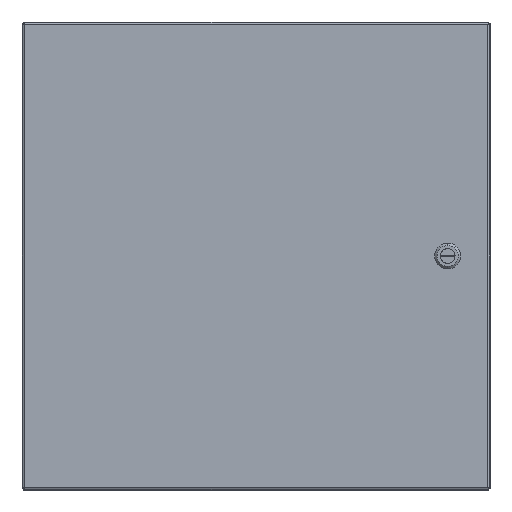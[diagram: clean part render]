
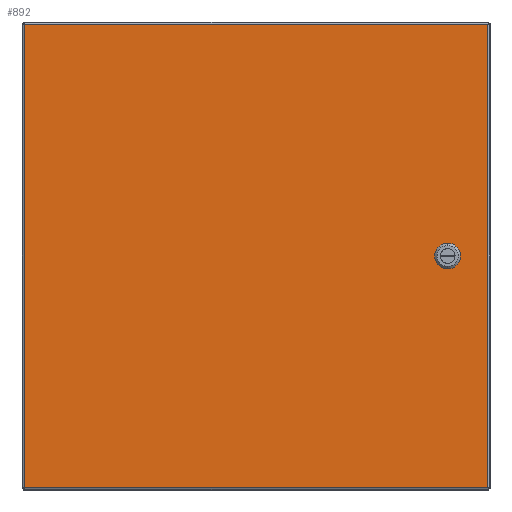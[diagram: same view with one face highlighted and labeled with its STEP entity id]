
A CAD part, front view. The second image highlights one B-rep face of the part: STEP entity #892.
In plain terms, the highlighted planar face has unit normal (0, -1, 0).
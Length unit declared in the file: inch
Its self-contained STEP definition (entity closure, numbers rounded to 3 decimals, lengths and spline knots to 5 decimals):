
#160 = DIRECTION ( 'NONE',  ( -0.707, 0., -0.707 ) ) ;
#404 = LINE ( 'NONE', #4976, #20921 ) ;
#509 = DIRECTION ( 'NONE',  ( 0., -1., 0. ) ) ;
#591 = EDGE_CURVE ( 'NONE', #19269, #9464, #16526, .T. ) ;
#785 = VECTOR ( 'NONE', #13911, 39.37008 ) ;
#829 = VECTOR ( 'NONE', #21433, 39.37008 ) ;
#831 = FACE_BOUND ( 'NONE', #14511, .T. ) ;
#892 = ADVANCED_FACE ( 'NONE', ( #19061, #831 ), #3844, .T. ) ;
#982 = LINE ( 'NONE', #16102, #16877 ) ;
#1008 = VERTEX_POINT ( 'NONE', #19611 ) ;
#1350 = ORIENTED_EDGE ( 'NONE', *, *, #13920, .T. ) ;
#1498 = EDGE_CURVE ( 'NONE', #5256, #20341, #12136, .T. ) ;
#1566 = ORIENTED_EDGE ( 'NONE', *, *, #17862, .T. ) ;
#1717 = CARTESIAN_POINT ( 'NONE',  ( 7.7955, -10.822, 0.231 ) ) ;
#2284 = LINE ( 'NONE', #11163, #12658 ) ;
#2431 = VECTOR ( 'NONE', #2720, 39.37008 ) ;
#2449 = CARTESIAN_POINT ( 'NONE',  ( -9.896, -10.822, 9.8985 ) ) ;
#2682 = CARTESIAN_POINT ( 'NONE',  ( -9.896, -10.822, -9.8985 ) ) ;
#2720 = DIRECTION ( 'NONE',  ( 0., 0., 1. ) ) ;
#2813 = ORIENTED_EDGE ( 'NONE', *, *, #1498, .T. ) ;
#3354 = VERTEX_POINT ( 'NONE', #4573 ) ;
#3682 = CARTESIAN_POINT ( 'NONE',  ( 7.96, -10.822, 0.3955 ) ) ;
#3844 = PLANE ( 'NONE',  #11863 ) ;
#3880 = EDGE_CURVE ( 'NONE', #20341, #13980, #2284, .T. ) ;
#4374 = EDGE_CURVE ( 'NONE', #17974, #12886, #21700, .T. ) ;
#4573 = CARTESIAN_POINT ( 'NONE',  ( 8.422, -10.822, -0.3955 ) ) ;
#4640 = CARTESIAN_POINT ( 'NONE',  ( 7.7955, -10.822, -0.231 ) ) ;
#4976 = CARTESIAN_POINT ( 'NONE',  ( 9.901, -10.822, -9.8985 ) ) ;
#4979 = VECTOR ( 'NONE', #160, 39.37008 ) ;
#5256 = VERTEX_POINT ( 'NONE', #1717 ) ;
#5380 = CARTESIAN_POINT ( 'NONE',  ( 8.5865, -10.822, -0.231 ) ) ;
#5634 = LINE ( 'NONE', #12418, #7099 ) ;
#5992 = ORIENTED_EDGE ( 'NONE', *, *, #21408, .T. ) ;
#6070 = LINE ( 'NONE', #7964, #2431 ) ;
#6400 = DIRECTION ( 'NONE',  ( 0., 0., -1. ) ) ;
#7099 = VECTOR ( 'NONE', #10965, 39.37008 ) ;
#7198 = DIRECTION ( 'NONE',  ( 0., 0., 1. ) ) ;
#7305 = DIRECTION ( 'NONE',  ( 0., 0., -1. ) ) ;
#7733 = DIRECTION ( 'NONE',  ( 1., 0., 0. ) ) ;
#7917 = VERTEX_POINT ( 'NONE', #16188 ) ;
#7964 = CARTESIAN_POINT ( 'NONE',  ( 7.7955, -10.822, 0.231 ) ) ;
#8072 = LINE ( 'NONE', #18385, #16766 ) ;
#8384 = ORIENTED_EDGE ( 'NONE', *, *, #11542, .T. ) ;
#8730 = CARTESIAN_POINT ( 'NONE',  ( 8.422, -10.822, 0.3955 ) ) ;
#9127 = EDGE_CURVE ( 'NONE', #3354, #19269, #982, .T. ) ;
#9464 = VERTEX_POINT ( 'NONE', #13986 ) ;
#9471 = DIRECTION ( 'NONE',  ( 1., 0., 0. ) ) ;
#9531 = CARTESIAN_POINT ( 'NONE',  ( 7.96, -10.822, -0.3955 ) ) ;
#9847 = CARTESIAN_POINT ( 'NONE',  ( 9.901, -10.822, -9.8985 ) ) ;
#10289 = LINE ( 'NONE', #17050, #4979 ) ;
#10374 = DIRECTION ( 'NONE',  ( -1., 0., 0. ) ) ;
#10965 = DIRECTION ( 'NONE',  ( 0.707, 0., -0.707 ) ) ;
#11088 = CARTESIAN_POINT ( 'NONE',  ( 7.96, -10.822, 0.3955 ) ) ;
#11163 = CARTESIAN_POINT ( 'NONE',  ( 8.422, -10.822, 0.3955 ) ) ;
#11412 = CARTESIAN_POINT ( 'NONE',  ( -9.896, -10.822, 9.8985 ) ) ;
#11542 = EDGE_CURVE ( 'NONE', #20982, #7917, #13939, .T. ) ;
#11863 = AXIS2_PLACEMENT_3D ( 'NONE', #15741, #509, #7305 ) ;
#11942 = LINE ( 'NONE', #11412, #15212 ) ;
#12011 = VECTOR ( 'NONE', #19029, 39.37008 ) ;
#12136 = LINE ( 'NONE', #3682, #785 ) ;
#12209 = ORIENTED_EDGE ( 'NONE', *, *, #591, .T. ) ;
#12271 = CARTESIAN_POINT ( 'NONE',  ( -9.896, -10.822, -9.8985 ) ) ;
#12349 = EDGE_CURVE ( 'NONE', #1008, #19876, #11942, .T. ) ;
#12418 = CARTESIAN_POINT ( 'NONE',  ( 8.422, -10.822, 0.3955 ) ) ;
#12658 = VECTOR ( 'NONE', #7733, 39.37008 ) ;
#12886 = VERTEX_POINT ( 'NONE', #9847 ) ;
#13211 = ORIENTED_EDGE ( 'NONE', *, *, #3880, .T. ) ;
#13333 = ORIENTED_EDGE ( 'NONE', *, *, #20665, .T. ) ;
#13911 = DIRECTION ( 'NONE',  ( 0.707, 0., 0.707 ) ) ;
#13920 = EDGE_CURVE ( 'NONE', #13980, #20982, #5634, .T. ) ;
#13939 = LINE ( 'NONE', #5380, #12011 ) ;
#13980 = VERTEX_POINT ( 'NONE', #8730 ) ;
#13986 = CARTESIAN_POINT ( 'NONE',  ( 7.7955, -10.822, -0.231 ) ) ;
#14023 = EDGE_CURVE ( 'NONE', #7917, #3354, #10289, .T. ) ;
#14511 = EDGE_LOOP ( 'NONE', ( #13333, #2813, #13211, #1350, #8384, #20668, #19972, #12209 ) ) ;
#15212 = VECTOR ( 'NONE', #10374, 39.37008 ) ;
#15741 = CARTESIAN_POINT ( 'NONE',  ( -9.896, -10.822, -9.8985 ) ) ;
#16102 = CARTESIAN_POINT ( 'NONE',  ( 7.96, -10.822, -0.3955 ) ) ;
#16188 = CARTESIAN_POINT ( 'NONE',  ( 8.5865, -10.822, -0.231 ) ) ;
#16526 = LINE ( 'NONE', #4640, #829 ) ;
#16766 = VECTOR ( 'NONE', #6400, 39.37008 ) ;
#16869 = ORIENTED_EDGE ( 'NONE', *, *, #12349, .T. ) ;
#16877 = VECTOR ( 'NONE', #19877, 39.37008 ) ;
#17050 = CARTESIAN_POINT ( 'NONE',  ( 8.5865, -10.822, -0.231 ) ) ;
#17623 = VECTOR ( 'NONE', #9471, 39.37008 ) ;
#17862 = EDGE_CURVE ( 'NONE', #19876, #17974, #8072, .T. ) ;
#17974 = VERTEX_POINT ( 'NONE', #12271 ) ;
#18385 = CARTESIAN_POINT ( 'NONE',  ( -9.896, -10.822, -9.8985 ) ) ;
#19029 = DIRECTION ( 'NONE',  ( 0., 0., -1. ) ) ;
#19061 = FACE_OUTER_BOUND ( 'NONE', #19237, .T. ) ;
#19237 = EDGE_LOOP ( 'NONE', ( #5992, #16869, #1566, #20723 ) ) ;
#19269 = VERTEX_POINT ( 'NONE', #9531 ) ;
#19611 = CARTESIAN_POINT ( 'NONE',  ( 9.901, -10.822, 9.8985 ) ) ;
#19876 = VERTEX_POINT ( 'NONE', #2449 ) ;
#19877 = DIRECTION ( 'NONE',  ( -1., 0., 0. ) ) ;
#19972 = ORIENTED_EDGE ( 'NONE', *, *, #9127, .T. ) ;
#20341 = VERTEX_POINT ( 'NONE', #11088 ) ;
#20665 = EDGE_CURVE ( 'NONE', #9464, #5256, #6070, .T. ) ;
#20668 = ORIENTED_EDGE ( 'NONE', *, *, #14023, .T. ) ;
#20723 = ORIENTED_EDGE ( 'NONE', *, *, #4374, .T. ) ;
#20921 = VECTOR ( 'NONE', #7198, 39.37008 ) ;
#20940 = CARTESIAN_POINT ( 'NONE',  ( 8.5865, -10.822, 0.231 ) ) ;
#20982 = VERTEX_POINT ( 'NONE', #20940 ) ;
#21408 = EDGE_CURVE ( 'NONE', #12886, #1008, #404, .T. ) ;
#21433 = DIRECTION ( 'NONE',  ( -0.707, 0., 0.707 ) ) ;
#21700 = LINE ( 'NONE', #2682, #17623 ) ;
